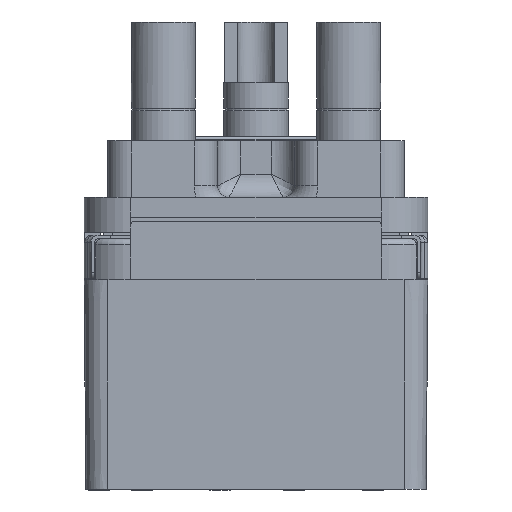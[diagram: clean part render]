
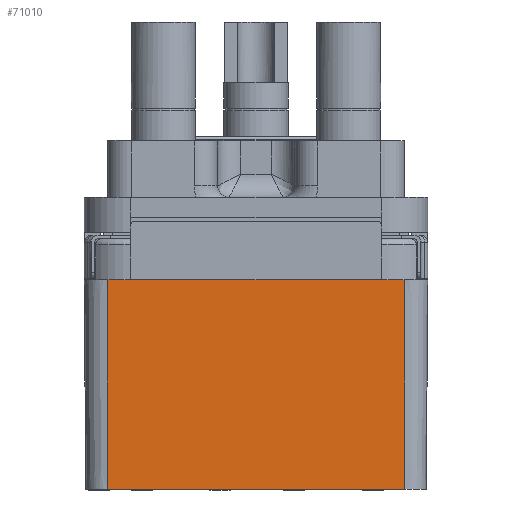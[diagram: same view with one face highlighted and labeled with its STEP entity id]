
A CAD part, left-side view. The second image highlights one B-rep face of the part: STEP entity #71010.
In plain terms, the highlighted planar face has unit normal (-1, 0, -0.009).
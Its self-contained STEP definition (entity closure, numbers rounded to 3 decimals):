
#1969=DIRECTION('',(0.,-1.,0.));
#1970=VECTOR('',#1969,25.5);
#1971=CARTESIAN_POINT('',(-19.5,12.75,-7.05));
#1972=LINE('',#1971,#1970);
#2040=DIRECTION('',(0.009,0.,-1.));
#2041=VECTOR('',#2040,18.001);
#2042=CARTESIAN_POINT('',(-19.5,-12.75,-7.05));
#2043=LINE('',#2042,#2041);
#2068=DIRECTION('',(0.009,0.,-1.));
#2069=VECTOR('',#2068,18.001);
#2070=CARTESIAN_POINT('',(-19.5,12.75,-7.05));
#2071=LINE('',#2070,#2069);
#2077=DIRECTION('',(0.,-1.,0.));
#2078=VECTOR('',#2077,25.5);
#2079=CARTESIAN_POINT('',(-19.343,12.75,-25.05));
#2080=LINE('',#2079,#2078);
#59713=CARTESIAN_POINT('',(-19.343,12.75,-25.05));
#59715=VERTEX_POINT('',#59713);
#59716=CARTESIAN_POINT('',(-19.343,-12.75,-25.05));
#59717=VERTEX_POINT('',#59716);
#59729=CARTESIAN_POINT('',(-19.5,12.75,-7.05));
#59731=VERTEX_POINT('',#59729);
#59732=CARTESIAN_POINT('',(-19.5,-12.75,-7.05));
#59733=VERTEX_POINT('',#59732);
#70998=CARTESIAN_POINT('',(-19.5,12.75,-7.05));
#70999=DIRECTION('',(-1.,0.,-0.009));
#71000=DIRECTION('',(0.,-1.,0.));
#71001=AXIS2_PLACEMENT_3D('',#70998,#70999,#71000);
#71002=PLANE('',#71001);
#71003=ORIENTED_EDGE('',*,*,#70866,.T.);
#71004=ORIENTED_EDGE('',*,*,#70908,.T.);
#71006=ORIENTED_EDGE('',*,*,#71005,.F.);
#71007=ORIENTED_EDGE('',*,*,#70991,.F.);
#71008=EDGE_LOOP('',(#71003,#71004,#71006,#71007));
#71009=FACE_OUTER_BOUND('',#71008,.F.);
#71010=ADVANCED_FACE('',(#71009),#71002,.T.);
#70866=EDGE_CURVE('',#59731,#59733,#1972,.T.);
#70908=EDGE_CURVE('',#59733,#59717,#2043,.T.);
#70991=EDGE_CURVE('',#59731,#59715,#2071,.T.);
#71005=EDGE_CURVE('',#59715,#59717,#2080,.T.);
